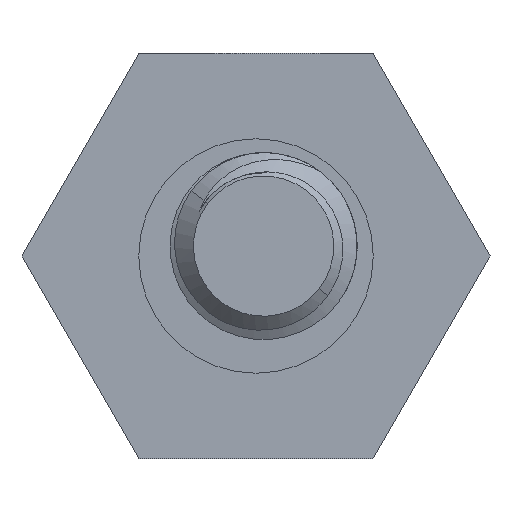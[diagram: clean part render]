
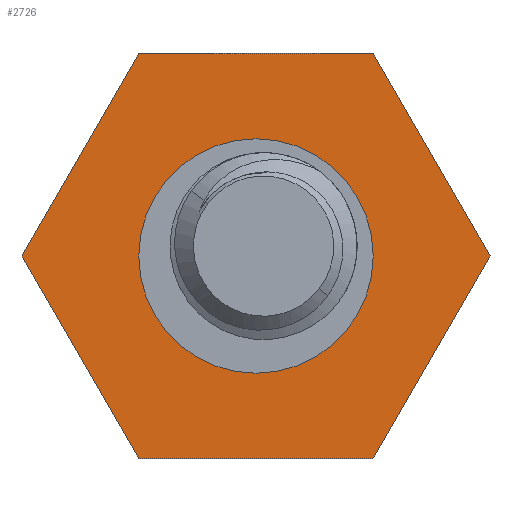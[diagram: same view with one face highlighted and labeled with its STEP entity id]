
A CAD part, front view. The second image highlights one B-rep face of the part: STEP entity #2726.
In plain terms, the highlighted planar face has unit normal (0, -1, 0).
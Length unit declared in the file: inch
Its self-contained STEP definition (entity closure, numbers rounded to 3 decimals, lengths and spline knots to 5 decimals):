
#143 = CARTESIAN_POINT ( 'NONE',  ( 0.23455, 0., -0.40625 ) ) ;
#201 = ORIENTED_EDGE ( 'NONE', *, *, #2978, .T. ) ;
#231 = CARTESIAN_POINT ( 'NONE',  ( -0.4691, 0., 0. ) ) ;
#248 = VERTEX_POINT ( 'NONE', #2567 ) ;
#274 = AXIS2_PLACEMENT_3D ( 'NONE', #3499, #1510, #3821 ) ;
#290 = CARTESIAN_POINT ( 'NONE',  ( -0.4691, 0., 0. ) ) ;
#385 = EDGE_CURVE ( 'NONE', #248, #4008, #482, .T. ) ;
#422 = VERTEX_POINT ( 'NONE', #789 ) ;
#440 = AXIS2_PLACEMENT_3D ( 'NONE', #3558, #1223, #1517 ) ;
#458 = ORIENTED_EDGE ( 'NONE', *, *, #1196, .T. ) ;
#482 = LINE ( 'NONE', #2619, #1384 ) ;
#528 = EDGE_LOOP ( 'NONE', ( #2762, #201 ) ) ;
#583 = LINE ( 'NONE', #231, #4023 ) ;
#701 = VERTEX_POINT ( 'NONE', #290 ) ;
#749 = VECTOR ( 'NONE', #3048, 39.37008 ) ;
#789 = CARTESIAN_POINT ( 'NONE',  ( -0.23455, 0., 0.40625 ) ) ;
#893 = PLANE ( 'NONE',  #440 ) ;
#1015 = VECTOR ( 'NONE', #2508, 39.37008 ) ;
#1029 = AXIS2_PLACEMENT_3D ( 'NONE', #1959, #1943, #1649 ) ;
#1045 = VERTEX_POINT ( 'NONE', #2166 ) ;
#1171 = CIRCLE ( 'NONE', #274, 0.235 ) ;
#1196 = EDGE_CURVE ( 'NONE', #1045, #1904, #3205, .T. ) ;
#1223 = DIRECTION ( 'NONE',  ( 0., -1., 0. ) ) ;
#1226 = FACE_BOUND ( 'NONE', #528, .T. ) ;
#1384 = VECTOR ( 'NONE', #2035, 39.37008 ) ;
#1386 = ORIENTED_EDGE ( 'NONE', *, *, #1845, .T. ) ;
#1391 = ORIENTED_EDGE ( 'NONE', *, *, #3522, .T. ) ;
#1510 = DIRECTION ( 'NONE',  ( 0., 1., 0. ) ) ;
#1517 = DIRECTION ( 'NONE',  ( 0., 0., -1. ) ) ;
#1649 = DIRECTION ( 'NONE',  ( 0., 0., 1. ) ) ;
#1678 = CARTESIAN_POINT ( 'NONE',  ( 0.23455, 0., 0.40625 ) ) ;
#1845 = EDGE_CURVE ( 'NONE', #701, #248, #583, .T. ) ;
#1904 = VERTEX_POINT ( 'NONE', #3869 ) ;
#1920 = DIRECTION ( 'NONE',  ( 0.5, 0., -0.866 ) ) ;
#1943 = DIRECTION ( 'NONE',  ( 0., 1., 0. ) ) ;
#1959 = CARTESIAN_POINT ( 'NONE',  ( 0., 0., 0. ) ) ;
#2032 = ORIENTED_EDGE ( 'NONE', *, *, #2518, .T. ) ;
#2035 = DIRECTION ( 'NONE',  ( 1., 0., 0. ) ) ;
#2166 = CARTESIAN_POINT ( 'NONE',  ( 0.4691, 0., 0. ) ) ;
#2223 = VECTOR ( 'NONE', #3020, 39.37008 ) ;
#2324 = FACE_OUTER_BOUND ( 'NONE', #2433, .T. ) ;
#2345 = VERTEX_POINT ( 'NONE', #2432 ) ;
#2432 = CARTESIAN_POINT ( 'NONE',  ( 0., 0., 0.235 ) ) ;
#2433 = EDGE_LOOP ( 'NONE', ( #2032, #1386, #3802, #1391, #458, #2811 ) ) ;
#2508 = DIRECTION ( 'NONE',  ( 0.5, 0., 0.866 ) ) ;
#2518 = EDGE_CURVE ( 'NONE', #422, #701, #3421, .T. ) ;
#2530 = EDGE_CURVE ( 'NONE', #1904, #422, #3506, .T. ) ;
#2567 = CARTESIAN_POINT ( 'NONE',  ( -0.23455, 0., -0.40625 ) ) ;
#2619 = CARTESIAN_POINT ( 'NONE',  ( -0.23455, 0., -0.40625 ) ) ;
#2702 = DIRECTION ( 'NONE',  ( -1., 0., 0. ) ) ;
#2709 = VERTEX_POINT ( 'NONE', #4274 ) ;
#2726 = ADVANCED_FACE ( 'NONE', ( #1226, #2324 ), #893, .T. ) ;
#2762 = ORIENTED_EDGE ( 'NONE', *, *, #3109, .T. ) ;
#2811 = ORIENTED_EDGE ( 'NONE', *, *, #2530, .T. ) ;
#2978 = EDGE_CURVE ( 'NONE', #2709, #2345, #4045, .T. ) ;
#3020 = DIRECTION ( 'NONE',  ( -0.5, 0., 0.866 ) ) ;
#3048 = DIRECTION ( 'NONE',  ( -0.5, 0., -0.866 ) ) ;
#3109 = EDGE_CURVE ( 'NONE', #2345, #2709, #1171, .T. ) ;
#3205 = LINE ( 'NONE', #3752, #2223 ) ;
#3318 = VECTOR ( 'NONE', #2702, 39.37008 ) ;
#3421 = LINE ( 'NONE', #3977, #749 ) ;
#3499 = CARTESIAN_POINT ( 'NONE',  ( 0., 0., 0. ) ) ;
#3506 = LINE ( 'NONE', #1678, #3318 ) ;
#3522 = EDGE_CURVE ( 'NONE', #4008, #1045, #3685, .T. ) ;
#3558 = CARTESIAN_POINT ( 'NONE',  ( 0., 0., 0. ) ) ;
#3685 = LINE ( 'NONE', #143, #1015 ) ;
#3752 = CARTESIAN_POINT ( 'NONE',  ( 0.4691, 0., 0. ) ) ;
#3802 = ORIENTED_EDGE ( 'NONE', *, *, #385, .T. ) ;
#3821 = DIRECTION ( 'NONE',  ( 0., 0., 1. ) ) ;
#3869 = CARTESIAN_POINT ( 'NONE',  ( 0.23455, 0., 0.40625 ) ) ;
#3977 = CARTESIAN_POINT ( 'NONE',  ( -0.23455, 0., 0.40625 ) ) ;
#4008 = VERTEX_POINT ( 'NONE', #4100 ) ;
#4023 = VECTOR ( 'NONE', #1920, 39.37008 ) ;
#4045 = CIRCLE ( 'NONE', #1029, 0.235 ) ;
#4100 = CARTESIAN_POINT ( 'NONE',  ( 0.23455, 0., -0.40625 ) ) ;
#4274 = CARTESIAN_POINT ( 'NONE',  ( 0., 0., -0.235 ) ) ;
